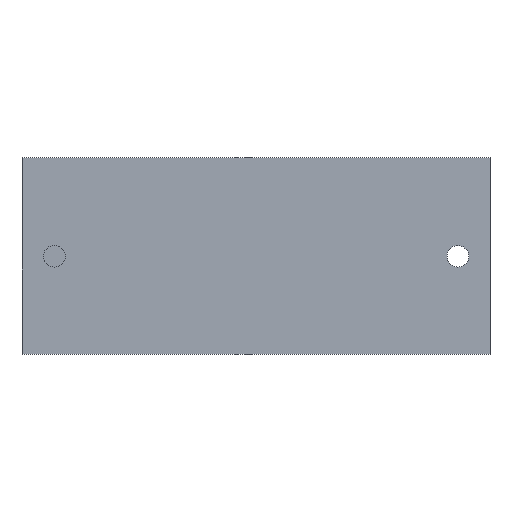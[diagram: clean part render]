
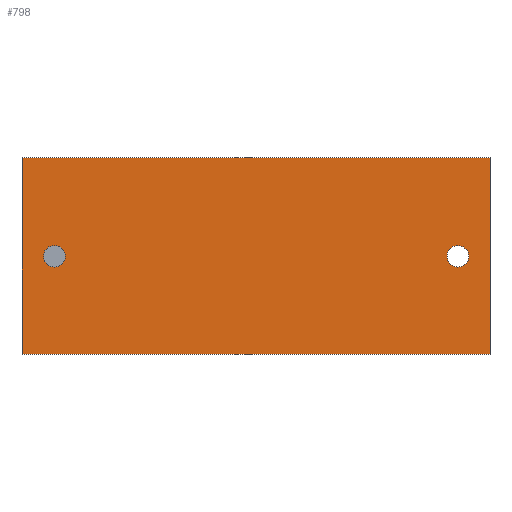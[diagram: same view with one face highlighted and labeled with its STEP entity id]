
A CAD part, top view. The second image highlights one B-rep face of the part: STEP entity #798.
In plain terms, the highlighted planar face has unit normal (0, 0, 1).
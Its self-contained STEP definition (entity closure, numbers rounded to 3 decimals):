
#32 = VERTEX_POINT('',#33);
#33 = CARTESIAN_POINT('',(-23.48,-43.55,17.));
#39 = EDGE_CURVE('',#32,#40,#42,.T.);
#40 = VERTEX_POINT('',#41);
#41 = CARTESIAN_POINT('',(-23.48,1.81,17.));
#42 = LINE('',#43,#44);
#43 = CARTESIAN_POINT('',(-23.48,-43.55,17.));
#44 = VECTOR('',#45,1.);
#45 = DIRECTION('',(0.,1.,0.));
#780 = EDGE_CURVE('',#40,#781,#783,.T.);
#781 = VERTEX_POINT('',#782);
#782 = CARTESIAN_POINT('',(84.38,1.81,17.));
#783 = LINE('',#784,#785);
#784 = CARTESIAN_POINT('',(-23.48,1.81,17.));
#785 = VECTOR('',#786,1.);
#786 = DIRECTION('',(1.,0.,0.));
#798 = ADVANCED_FACE('',(#799,#817,#828),#839,.T.);
#799 = FACE_BOUND('',#800,.T.);
#800 = EDGE_LOOP('',(#801,#802,#810,#816));
#801 = ORIENTED_EDGE('',*,*,#39,.F.);
#802 = ORIENTED_EDGE('',*,*,#803,.F.);
#803 = EDGE_CURVE('',#804,#32,#806,.T.);
#804 = VERTEX_POINT('',#805);
#805 = CARTESIAN_POINT('',(84.38,-43.55,17.));
#806 = LINE('',#807,#808);
#807 = CARTESIAN_POINT('',(84.38,-43.55,17.));
#808 = VECTOR('',#809,1.);
#809 = DIRECTION('',(-1.,0.,0.));
#810 = ORIENTED_EDGE('',*,*,#811,.F.);
#811 = EDGE_CURVE('',#781,#804,#812,.T.);
#812 = LINE('',#813,#814);
#813 = CARTESIAN_POINT('',(84.38,1.81,17.));
#814 = VECTOR('',#815,1.);
#815 = DIRECTION('',(0.,-1.,0.));
#816 = ORIENTED_EDGE('',*,*,#780,.F.);
#817 = FACE_BOUND('',#818,.T.);
#818 = EDGE_LOOP('',(#819));
#819 = ORIENTED_EDGE('',*,*,#820,.F.);
#820 = EDGE_CURVE('',#821,#821,#823,.T.);
#821 = VERTEX_POINT('',#822);
#822 = CARTESIAN_POINT('',(76.982,-18.456,17.));
#823 = CIRCLE('',#824,2.5);
#824 = AXIS2_PLACEMENT_3D('',#825,#826,#827);
#825 = CARTESIAN_POINT('',(76.982,-20.956,17.));
#826 = DIRECTION('',(0.,0.,1.));
#827 = DIRECTION('',(0.,1.,0.));
#828 = FACE_BOUND('',#829,.T.);
#829 = EDGE_LOOP('',(#830));
#830 = ORIENTED_EDGE('',*,*,#831,.F.);
#831 = EDGE_CURVE('',#832,#832,#834,.T.);
#832 = VERTEX_POINT('',#833);
#833 = CARTESIAN_POINT('',(-16.018,-18.456,17.));
#834 = CIRCLE('',#835,2.5);
#835 = AXIS2_PLACEMENT_3D('',#836,#837,#838);
#836 = CARTESIAN_POINT('',(-16.018,-20.956,17.));
#837 = DIRECTION('',(0.,0.,1.));
#838 = DIRECTION('',(0.,1.,0.));
#839 = PLANE('',#840);
#840 = AXIS2_PLACEMENT_3D('',#841,#842,#843);
#841 = CARTESIAN_POINT('',(30.45,-20.87,17.));
#842 = DIRECTION('',(0.,0.,1.));
#843 = DIRECTION('',(0.,1.,0.));
